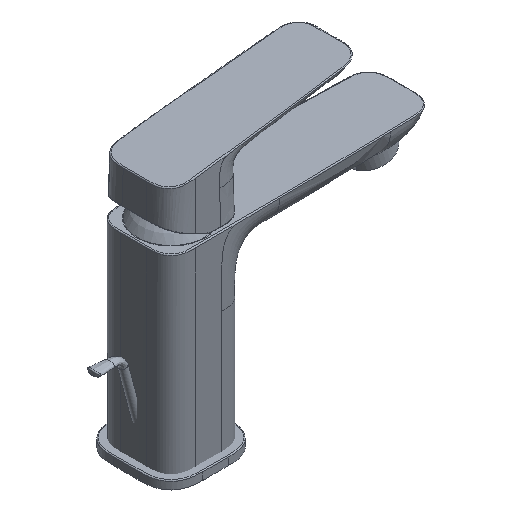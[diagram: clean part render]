
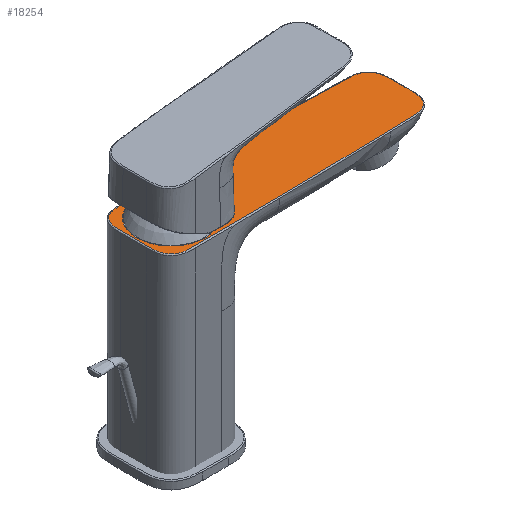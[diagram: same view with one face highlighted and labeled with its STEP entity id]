
A CAD part, isometric view. The second image highlights one B-rep face of the part: STEP entity #18254.
In plain terms, the highlighted planar face has unit normal (0, 0, 1).
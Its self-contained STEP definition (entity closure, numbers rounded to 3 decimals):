
#3912=ORIENTED_EDGE('',*,*,#9652,.F.);
#3913=ORIENTED_EDGE('',*,*,#9653,.F.);
#9652=EDGE_CURVE('',#12522,#12523,#14462,.F.);
#9653=EDGE_CURVE('',#12523,#12522,#14463,.F.);
#12522=VERTEX_POINT('',#25510);
#12523=VERTEX_POINT('',#25511);
#14462=B_SPLINE_CURVE_WITH_KNOTS('',3,(#25475,#25476,#25477,#25478,#25479,
#25480,#25481,#25482,#25483,#25484,#25485,#25486,#25487,#25488,#25489,#25490,
#25491,#25492,#25493,#25494,#25495,#25496,#25497,#25498,#25499,#25500,#25501,
#25502,#25503,#25504,#25505,#25506,#25507,#25508,#25509),.UNSPECIFIED.,
 .F.,.F.,(4,1,1,1,1,1,1,1,1,1,1,1,1,1,1,1,1,1,1,1,1,1,1,1,1,1,1,1,1,1,1,
1,4),(-21.208,-15.554,-9.9,-4.246,
-1.419,1.408,4.234,7.061,9.888,
12.715,15.542,18.369,21.196,24.023,
26.85,29.677,35.331,40.984,43.811,
46.638,49.465,52.292,57.946,63.6,
69.254,74.907,80.561,91.869,103.176,
114.484,125.792,137.099,159.715),
 .UNSPECIFIED.);
#14463=B_SPLINE_CURVE_WITH_KNOTS('',3,(#25512,#25513,#25514,#25515,#25516,
#25517,#25518,#25519,#25520,#25521,#25522,#25523,#25524,#25525,#25526,#25527,
#25528,#25529,#25530,#25531,#25532,#25533,#25534,#25535,#25536,#25537,#25538,
#25539,#25540,#25541,#25542,#25543,#25544,#25545,#25546),.UNSPECIFIED.,
 .F.,.F.,(4,1,1,1,1,1,1,1,1,1,1,1,1,1,1,1,1,1,1,1,1,1,1,1,1,1,1,1,1,1,1,
1,4),(159.715,164.887,170.06,175.232,
180.405,182.991,185.577,188.164,190.75,
195.922,198.509,201.095,206.267,211.44,
214.026,216.612,219.199,221.785,224.371,
226.957,229.544,232.13,237.302,242.475,
247.647,252.82,263.165,273.51,283.855,
294.2,304.545,314.89,325.235),
 .UNSPECIFIED.);
#15374=EDGE_LOOP('',(#3912,#3913));
#16552=FACE_BOUND('',#15374,.T.);
#17730=PLANE('',#19398);
#18254=ADVANCED_FACE('',(#16552),#17730,.T.);
#19398=AXIS2_PLACEMENT_3D('',#25474,#20975,#20976);
#20975=DIRECTION('',(0.,0.,1.));
#20976=DIRECTION('',(1.,0.,0.));
#25474=CARTESIAN_POINT('',(-20.4,-125.56,102.571));
#25475=CARTESIAN_POINT('',(19.443,-14.311,102.571));
#25476=CARTESIAN_POINT('',(19.457,-12.427,102.571));
#25477=CARTESIAN_POINT('',(19.481,-8.658,102.571));
#25478=CARTESIAN_POINT('',(19.499,-3.006,102.571));
#25479=CARTESIAN_POINT('',(19.504,1.704,102.571));
#25480=CARTESIAN_POINT('',(19.488,5.472,102.571));
#25481=CARTESIAN_POINT('',(19.498,8.301,102.571));
#25482=CARTESIAN_POINT('',(19.356,11.067,102.571));
#25483=CARTESIAN_POINT('',(18.746,13.732,102.571));
#25484=CARTESIAN_POINT('',(17.467,16.111,102.571));
#25485=CARTESIAN_POINT('',(15.469,17.915,102.571));
#25486=CARTESIAN_POINT('',(12.979,18.983,102.571));
#25487=CARTESIAN_POINT('',(10.274,19.436,102.571));
#25488=CARTESIAN_POINT('',(7.487,19.493,102.571));
#25489=CARTESIAN_POINT('',(4.653,19.492,102.571));
#25490=CARTESIAN_POINT('',(1.829,19.5,102.571));
#25491=CARTESIAN_POINT('',(-1.939,19.5,102.571));
#25492=CARTESIAN_POINT('',(-6.658,19.491,102.571));
#25493=CARTESIAN_POINT('',(-11.336,19.463,102.571));
#25494=CARTESIAN_POINT('',(-14.774,18.304,102.571));
#25495=CARTESIAN_POINT('',(-16.947,16.713,102.571));
#25496=CARTESIAN_POINT('',(-18.447,14.474,102.571));
#25497=CARTESIAN_POINT('',(-19.498,10.997,102.571));
#25498=CARTESIAN_POINT('',(-19.481,6.309,102.571));
#25499=CARTESIAN_POINT('',(-19.506,0.65,102.571));
#25500=CARTESIAN_POINT('',(-19.495,-5.,102.571));
#25501=CARTESIAN_POINT('',(-19.47,-10.653,102.571));
#25502=CARTESIAN_POINT('',(-19.418,-18.189,102.571));
#25503=CARTESIAN_POINT('',(-19.275,-27.609,102.571));
#25504=CARTESIAN_POINT('',(-19.119,-38.915,102.571));
#25505=CARTESIAN_POINT('',(-18.914,-50.219,102.571));
#25506=CARTESIAN_POINT('',(-18.696,-61.524,102.571));
#25507=CARTESIAN_POINT('',(-18.387,-76.597,102.571));
#25508=CARTESIAN_POINT('',(-18.147,-87.902,102.571));
#25509=CARTESIAN_POINT('',(-17.985,-95.439,102.571));
#25510=CARTESIAN_POINT('',(-17.985,-95.439,102.571));
#25511=CARTESIAN_POINT('',(19.443,-14.311,102.571));
#25512=CARTESIAN_POINT('',(-17.985,-95.439,102.571));
#25513=CARTESIAN_POINT('',(-17.948,-97.163,102.571));
#25514=CARTESIAN_POINT('',(-17.874,-100.611,102.571));
#25515=CARTESIAN_POINT('',(-17.764,-105.779,102.571));
#25516=CARTESIAN_POINT('',(-17.653,-110.96,102.571));
#25517=CARTESIAN_POINT('',(-17.494,-115.226,102.571));
#25518=CARTESIAN_POINT('',(-16.474,-118.388,102.571));
#25519=CARTESIAN_POINT('',(-15.141,-120.462,102.571));
#25520=CARTESIAN_POINT('',(-13.25,-122.035,102.571));
#25521=CARTESIAN_POINT('',(-10.21,-123.341,102.571));
#25522=CARTESIAN_POINT('',(-6.835,-123.631,102.571));
#25523=CARTESIAN_POINT('',(-3.391,-123.611,102.571));
#25524=CARTESIAN_POINT('',(0.056,-123.623,102.571));
#25525=CARTESIAN_POINT('',(4.374,-123.623,102.571));
#25526=CARTESIAN_POINT('',(8.648,-123.572,102.571));
#25527=CARTESIAN_POINT('',(11.863,-122.713,102.571));
#25528=CARTESIAN_POINT('',(14.02,-121.511,102.571));
#25529=CARTESIAN_POINT('',(15.715,-119.728,102.571));
#25530=CARTESIAN_POINT('',(16.824,-117.518,102.571));
#25531=CARTESIAN_POINT('',(17.403,-115.083,102.571));
#25532=CARTESIAN_POINT('',(17.606,-112.558,102.571));
#25533=CARTESIAN_POINT('',(17.665,-109.978,102.571));
#25534=CARTESIAN_POINT('',(17.749,-106.528,102.571));
#25535=CARTESIAN_POINT('',(17.84,-102.222,102.571));
#25536=CARTESIAN_POINT('',(17.951,-97.05,102.571));
#25537=CARTESIAN_POINT('',(18.062,-91.879,102.571));
#25538=CARTESIAN_POINT('',(18.209,-84.984,102.571));
#25539=CARTESIAN_POINT('',(18.39,-76.365,102.571));
#25540=CARTESIAN_POINT('',(18.604,-66.022,102.571));
#25541=CARTESIAN_POINT('',(18.81,-55.68,102.571));
#25542=CARTESIAN_POINT('',(19.006,-45.337,102.571));
#25543=CARTESIAN_POINT('',(19.177,-34.996,102.571));
#25544=CARTESIAN_POINT('',(19.318,-24.651,102.571));
#25545=CARTESIAN_POINT('',(19.417,-17.758,102.571));
#25546=CARTESIAN_POINT('',(19.443,-14.311,102.571));
